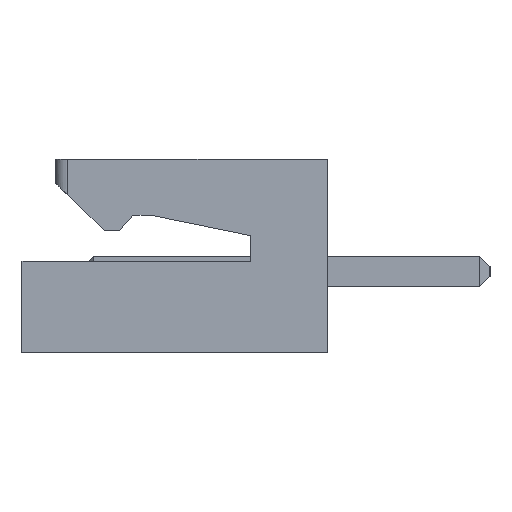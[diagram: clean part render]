
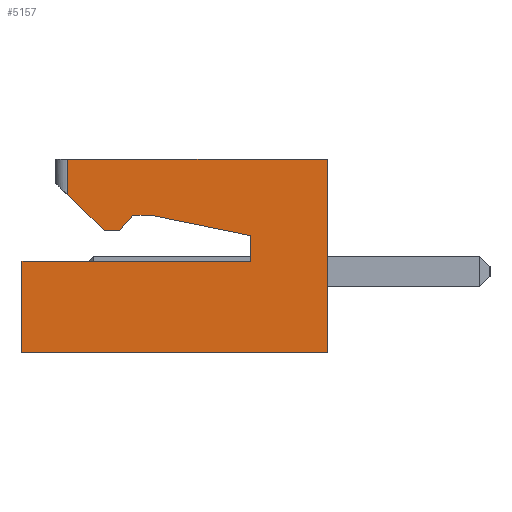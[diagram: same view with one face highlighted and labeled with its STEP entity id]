
A CAD part, left-side view. The second image highlights one B-rep face of the part: STEP entity #5157.
In plain terms, the highlighted planar face has unit normal (-1, 0, 0).
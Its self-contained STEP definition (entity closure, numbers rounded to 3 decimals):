
#673 = CARTESIAN_POINT ( 'NONE',  ( -2.5, 6., -1.6 ) ) ;
#882 = DIRECTION ( 'NONE',  ( 0., -1., 0. ) ) ;
#890 = ORIENTED_EDGE ( 'NONE', *, *, #3801, .F. ) ;
#912 = CARTESIAN_POINT ( 'NONE',  ( -2.5, 0., 2.2 ) ) ;
#1079 = ORIENTED_EDGE ( 'NONE', *, *, #2644, .F. ) ;
#1161 = LINE ( 'NONE', #5236, #13575 ) ;
#1585 = EDGE_CURVE ( 'NONE', #6311, #7226, #13334, .T. ) ;
#1626 = VERTEX_POINT ( 'NONE', #10430 ) ;
#1754 = CARTESIAN_POINT ( 'NONE',  ( -2.5, 5.1, 2.2 ) ) ;
#1955 = VECTOR ( 'NONE', #6532, 1000. ) ;
#1995 = CARTESIAN_POINT ( 'NONE',  ( -2.5, 1.5, 0.7 ) ) ;
#2007 = ORIENTED_EDGE ( 'NONE', *, *, #1585, .F. ) ;
#2062 = ORIENTED_EDGE ( 'NONE', *, *, #12514, .F. ) ;
#2134 = ORIENTED_EDGE ( 'NONE', *, *, #8966, .F. ) ;
#2191 = VERTEX_POINT ( 'NONE', #12648 ) ;
#2219 = DIRECTION ( 'NONE',  ( 0., 0.714, 0.7 ) ) ;
#2560 = VECTOR ( 'NONE', #13236, 1000. ) ;
#2644 = EDGE_CURVE ( 'NONE', #7944, #2191, #12200, .T. ) ;
#2703 = VERTEX_POINT ( 'NONE', #11036 ) ;
#2720 = EDGE_CURVE ( 'NONE', #12845, #7776, #4032, .T. ) ;
#2788 = LINE ( 'NONE', #13392, #2560 ) ;
#3113 = ORIENTED_EDGE ( 'NONE', *, *, #6564, .T. ) ;
#3150 = DIRECTION ( 'NONE',  ( 0., 0.661, -0.75 ) ) ;
#3174 = VERTEX_POINT ( 'NONE', #11376 ) ;
#3241 = DIRECTION ( 'NONE',  ( 0., -1., 0. ) ) ;
#3297 = LINE ( 'NONE', #13704, #6405 ) ;
#3319 = CARTESIAN_POINT ( 'NONE',  ( -2.5, 5.1, 1.5 ) ) ;
#3344 = VECTOR ( 'NONE', #6115, 1000. ) ;
#3431 = EDGE_CURVE ( 'NONE', #10719, #1626, #1161, .T. ) ;
#3685 = AXIS2_PLACEMENT_3D ( 'NONE', #5017, #4104, #9317 ) ;
#3743 = EDGE_LOOP ( 'NONE', ( #890, #1079, #12533, #2062, #4375, #2134, #10531, #10389, #5477, #2007, #12672, #3113 ) ) ;
#3801 = EDGE_CURVE ( 'NONE', #2191, #4121, #2788, .T. ) ;
#4032 = LINE ( 'NONE', #7155, #3344 ) ;
#4104 = DIRECTION ( 'NONE',  ( 1., 0., 0. ) ) ;
#4121 = VERTEX_POINT ( 'NONE', #912 ) ;
#4165 = LINE ( 'NONE', #12692, #8102 ) ;
#4375 = ORIENTED_EDGE ( 'NONE', *, *, #3431, .F. ) ;
#4922 = DIRECTION ( 'NONE',  ( 0., 0.98, 0.2 ) ) ;
#4987 = LINE ( 'NONE', #1995, #6190 ) ;
#5017 = CARTESIAN_POINT ( 'NONE',  ( -2.5, 6., -1.6 ) ) ;
#5157 = ADVANCED_FACE ( 'NONE', ( #5216 ), #6258, .F. ) ;
#5216 = FACE_OUTER_BOUND ( 'NONE', #3743, .T. ) ;
#5236 = CARTESIAN_POINT ( 'NONE',  ( -2.5, 4.086, 0.8 ) ) ;
#5321 = DIRECTION ( 'NONE',  ( 0., 0., 1. ) ) ;
#5477 = ORIENTED_EDGE ( 'NONE', *, *, #8450, .F. ) ;
#6115 = DIRECTION ( 'NONE',  ( 0., 0., 1. ) ) ;
#6190 = VECTOR ( 'NONE', #4922, 1000. ) ;
#6258 = PLANE ( 'NONE',  #3685 ) ;
#6311 = VERTEX_POINT ( 'NONE', #6578 ) ;
#6405 = VECTOR ( 'NONE', #5321, 1000. ) ;
#6475 = EDGE_CURVE ( 'NONE', #7776, #9990, #4987, .T. ) ;
#6532 = DIRECTION ( 'NONE',  ( 0., 1., 0. ) ) ;
#6564 = EDGE_CURVE ( 'NONE', #3174, #4121, #3297, .T. ) ;
#6578 = CARTESIAN_POINT ( 'NONE',  ( -2.5, 6., -1.6 ) ) ;
#6858 = CARTESIAN_POINT ( 'NONE',  ( -2.5, 3.46, 1.1 ) ) ;
#6984 = EDGE_CURVE ( 'NONE', #6311, #3174, #9195, .T. ) ;
#7155 = CARTESIAN_POINT ( 'NONE',  ( -2.5, 1.5, 0.2 ) ) ;
#7202 = VECTOR ( 'NONE', #3241, 1000. ) ;
#7226 = VERTEX_POINT ( 'NONE', #8208 ) ;
#7298 = CARTESIAN_POINT ( 'NONE',  ( -2.5, 3.821, 1.1 ) ) ;
#7776 = VERTEX_POINT ( 'NONE', #9758 ) ;
#7944 = VERTEX_POINT ( 'NONE', #9197 ) ;
#8014 = CARTESIAN_POINT ( 'NONE',  ( -2.5, 6., -1.6 ) ) ;
#8102 = VECTOR ( 'NONE', #13659, 1000. ) ;
#8208 = CARTESIAN_POINT ( 'NONE',  ( -2.5, 6., 0.2 ) ) ;
#8450 = EDGE_CURVE ( 'NONE', #7226, #12845, #8532, .T. ) ;
#8532 = LINE ( 'NONE', #11433, #7202 ) ;
#8740 = CARTESIAN_POINT ( 'NONE',  ( -2.5, 1.5, 0.2 ) ) ;
#8878 = VECTOR ( 'NONE', #882, 1000. ) ;
#8966 = EDGE_CURVE ( 'NONE', #9990, #10719, #4165, .T. ) ;
#9195 = LINE ( 'NONE', #673, #8878 ) ;
#9197 = CARTESIAN_POINT ( 'NONE',  ( -2.5, 5.1, 1.5 ) ) ;
#9317 = DIRECTION ( 'NONE',  ( 0., 0., -1. ) ) ;
#9758 = CARTESIAN_POINT ( 'NONE',  ( -2.5, 1.5, 0.7 ) ) ;
#9990 = VERTEX_POINT ( 'NONE', #6858 ) ;
#10241 = VECTOR ( 'NONE', #12338, 1000. ) ;
#10389 = ORIENTED_EDGE ( 'NONE', *, *, #2720, .F. ) ;
#10430 = CARTESIAN_POINT ( 'NONE',  ( -2.5, 4.086, 0.8 ) ) ;
#10531 = ORIENTED_EDGE ( 'NONE', *, *, #6475, .F. ) ;
#10719 = VERTEX_POINT ( 'NONE', #7298 ) ;
#10722 = EDGE_CURVE ( 'NONE', #2703, #7944, #12621, .T. ) ;
#11036 = CARTESIAN_POINT ( 'NONE',  ( -2.5, 4.386, 0.8 ) ) ;
#11376 = CARTESIAN_POINT ( 'NONE',  ( -2.5, 0., -1.6 ) ) ;
#11433 = CARTESIAN_POINT ( 'NONE',  ( -2.5, 6., 0.2 ) ) ;
#11732 = CARTESIAN_POINT ( 'NONE',  ( -2.5, 4.386, 0.8 ) ) ;
#11801 = LINE ( 'NONE', #11732, #1955 ) ;
#12200 = LINE ( 'NONE', #1754, #10241 ) ;
#12338 = DIRECTION ( 'NONE',  ( 0., 0., 1. ) ) ;
#12353 = DIRECTION ( 'NONE',  ( 0., 0., 1. ) ) ;
#12514 = EDGE_CURVE ( 'NONE', #1626, #2703, #11801, .T. ) ;
#12533 = ORIENTED_EDGE ( 'NONE', *, *, #10722, .F. ) ;
#12621 = LINE ( 'NONE', #3319, #13078 ) ;
#12648 = CARTESIAN_POINT ( 'NONE',  ( -2.5, 5.1, 2.2 ) ) ;
#12672 = ORIENTED_EDGE ( 'NONE', *, *, #6984, .T. ) ;
#12692 = CARTESIAN_POINT ( 'NONE',  ( -2.5, 3.821, 1.1 ) ) ;
#12845 = VERTEX_POINT ( 'NONE', #8740 ) ;
#13078 = VECTOR ( 'NONE', #2219, 1000. ) ;
#13236 = DIRECTION ( 'NONE',  ( 0., -1., 0. ) ) ;
#13309 = VECTOR ( 'NONE', #12353, 1000. ) ;
#13334 = LINE ( 'NONE', #8014, #13309 ) ;
#13392 = CARTESIAN_POINT ( 'NONE',  ( -2.5, 6., 2.2 ) ) ;
#13575 = VECTOR ( 'NONE', #3150, 1000. ) ;
#13659 = DIRECTION ( 'NONE',  ( 0., 1., 0. ) ) ;
#13704 = CARTESIAN_POINT ( 'NONE',  ( -2.5, 0., -1.6 ) ) ;
